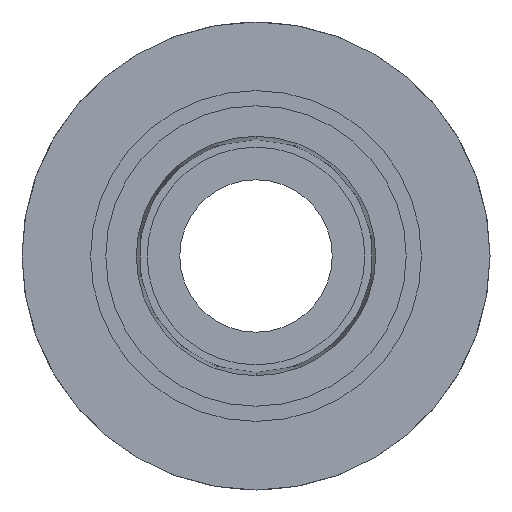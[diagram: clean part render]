
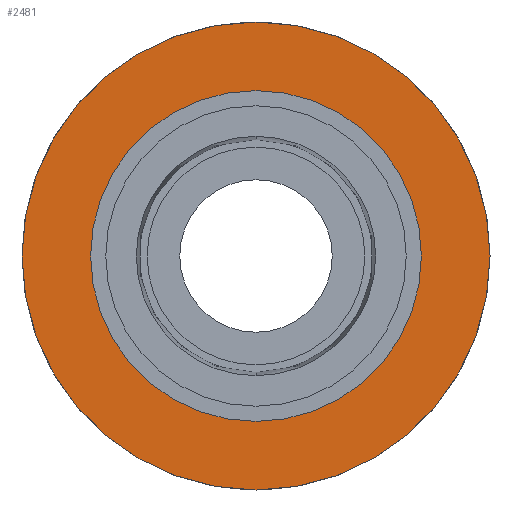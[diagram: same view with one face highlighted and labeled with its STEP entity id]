
A CAD part, front view. The second image highlights one B-rep face of the part: STEP entity #2481.
In plain terms, the highlighted planar face has unit normal (0, -1, 0).
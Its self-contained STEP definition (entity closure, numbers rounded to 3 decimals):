
#116 = VERTEX_POINT ( 'NONE', #2647 ) ;
#187 = CARTESIAN_POINT ( 'NONE',  ( 0., 8., 0. ) ) ;
#202 = DIRECTION ( 'NONE',  ( 0., -1., 0. ) ) ;
#366 = FACE_BOUND ( 'NONE', #1268, .T. ) ;
#471 = FACE_OUTER_BOUND ( 'NONE', #3636, .T. ) ;
#643 = EDGE_CURVE ( 'NONE', #3342, #2622, #3388, .T. ) ;
#673 = CIRCLE ( 'NONE', #2629, 7.6 ) ;
#709 = ORIENTED_EDGE ( 'NONE', *, *, #2331, .T. ) ;
#777 = VERTEX_POINT ( 'NONE', #2337 ) ;
#899 = CARTESIAN_POINT ( 'NONE',  ( 0., 8., 7.6 ) ) ;
#908 = AXIS2_PLACEMENT_3D ( 'NONE', #3476, #2906, #1148 ) ;
#936 = DIRECTION ( 'NONE',  ( 0., -1., 0. ) ) ;
#1019 = ORIENTED_EDGE ( 'NONE', *, *, #643, .F. ) ;
#1039 = ORIENTED_EDGE ( 'NONE', *, *, #2115, .T. ) ;
#1148 = DIRECTION ( 'NONE',  ( 0., 0., -1. ) ) ;
#1268 = EDGE_LOOP ( 'NONE', ( #1019, #2431 ) ) ;
#1304 = DIRECTION ( 'NONE',  ( 0., 0., -1. ) ) ;
#1316 = AXIS2_PLACEMENT_3D ( 'NONE', #2672, #936, #2978 ) ;
#1353 = DIRECTION ( 'NONE',  ( 0., -1., 0. ) ) ;
#1571 = CIRCLE ( 'NONE', #3539, 10.75 ) ;
#2115 = EDGE_CURVE ( 'NONE', #777, #116, #1571, .T. ) ;
#2331 = EDGE_CURVE ( 'NONE', #116, #777, #3572, .T. ) ;
#2337 = CARTESIAN_POINT ( 'NONE',  ( 0., 8., -10.75 ) ) ;
#2431 = ORIENTED_EDGE ( 'NONE', *, *, #2454, .F. ) ;
#2454 = EDGE_CURVE ( 'NONE', #2622, #3342, #673, .T. ) ;
#2481 = ADVANCED_FACE ( 'NONE', ( #366, #471 ), #2684, .T. ) ;
#2483 = AXIS2_PLACEMENT_3D ( 'NONE', #187, #202, #2599 ) ;
#2599 = DIRECTION ( 'NONE',  ( 0., 0., -1. ) ) ;
#2622 = VERTEX_POINT ( 'NONE', #899 ) ;
#2629 = AXIS2_PLACEMENT_3D ( 'NONE', #2763, #3062, #1304 ) ;
#2647 = CARTESIAN_POINT ( 'NONE',  ( 0., 8., 10.75 ) ) ;
#2672 = CARTESIAN_POINT ( 'NONE',  ( 6.95, 8., 0. ) ) ;
#2684 = PLANE ( 'NONE',  #1316 ) ;
#2763 = CARTESIAN_POINT ( 'NONE',  ( 0., 8., 0. ) ) ;
#2906 = DIRECTION ( 'NONE',  ( 0., -1., 0. ) ) ;
#2978 = DIRECTION ( 'NONE',  ( 0., 0., -1. ) ) ;
#3062 = DIRECTION ( 'NONE',  ( 0., -1., 0. ) ) ;
#3080 = CARTESIAN_POINT ( 'NONE',  ( 0., 8., -7.6 ) ) ;
#3081 = DIRECTION ( 'NONE',  ( 0., 0., -1. ) ) ;
#3342 = VERTEX_POINT ( 'NONE', #3080 ) ;
#3388 = CIRCLE ( 'NONE', #2483, 7.6 ) ;
#3476 = CARTESIAN_POINT ( 'NONE',  ( 0., 8., 0. ) ) ;
#3539 = AXIS2_PLACEMENT_3D ( 'NONE', #3645, #1353, #3081 ) ;
#3572 = CIRCLE ( 'NONE', #908, 10.75 ) ;
#3636 = EDGE_LOOP ( 'NONE', ( #1039, #709 ) ) ;
#3645 = CARTESIAN_POINT ( 'NONE',  ( 0., 8., 0. ) ) ;
